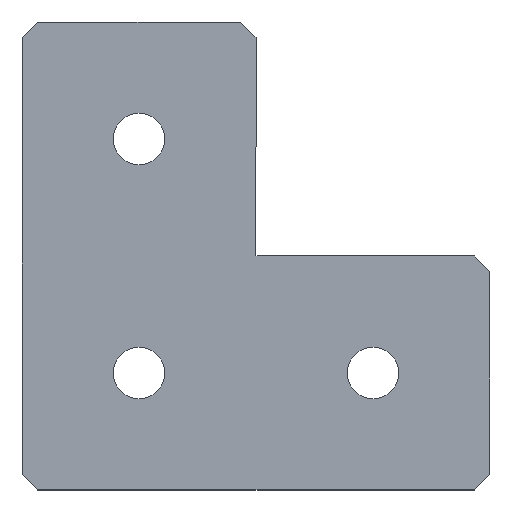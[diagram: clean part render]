
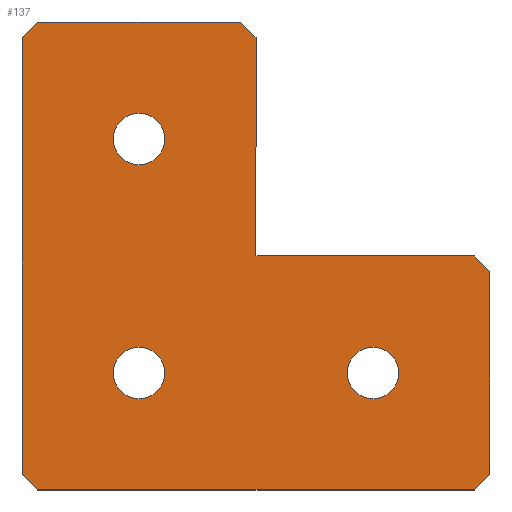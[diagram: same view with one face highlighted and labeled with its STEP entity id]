
A CAD part, top view. The second image highlights one B-rep face of the part: STEP entity #137.
In plain terms, the highlighted planar face has unit normal (0, 0, 1).
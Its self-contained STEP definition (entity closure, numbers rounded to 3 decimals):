
#1 = DIRECTION ( 'NONE',  ( 0., 0., -1. ) ) ;
#6 = DIRECTION ( 'NONE',  ( 0., 0., -1. ) ) ;
#17 = ORIENTED_EDGE ( 'NONE', *, *, #220, .T. ) ;
#19 = VECTOR ( 'NONE', #301, 1000. ) ;
#20 = DIRECTION ( 'NONE',  ( 1., 0., 0. ) ) ;
#24 = DIRECTION ( 'NONE',  ( 0., 0., -1. ) ) ;
#31 = AXIS2_PLACEMENT_3D ( 'NONE', #305, #6, #413 ) ;
#32 = CIRCLE ( 'NONE', #570, 3.3 ) ;
#46 = ORIENTED_EDGE ( 'NONE', *, *, #175, .T. ) ;
#53 = CARTESIAN_POINT ( 'NONE',  ( 60., -30., 0. ) ) ;
#55 = EDGE_CURVE ( 'NONE', #621, #548, #161, .T. ) ;
#56 = DIRECTION ( 'NONE',  ( 0., 0., -1. ) ) ;
#61 = CARTESIAN_POINT ( 'NONE',  ( 45., -48.3, 0. ) ) ;
#63 = EDGE_LOOP ( 'NONE', ( #613, #273 ) ) ;
#69 = CARTESIAN_POINT ( 'NONE',  ( 60., -32., 0. ) ) ;
#70 = LINE ( 'NONE', #360, #19 ) ;
#81 = LINE ( 'NONE', #394, #85 ) ;
#83 = ORIENTED_EDGE ( 'NONE', *, *, #271, .F. ) ;
#85 = VECTOR ( 'NONE', #448, 1000. ) ;
#87 = VECTOR ( 'NONE', #130, 1000. ) ;
#88 = EDGE_CURVE ( 'NONE', #296, #601, #508, .T. ) ;
#93 = DIRECTION ( 'NONE',  ( 0., -1., 0. ) ) ;
#95 = CARTESIAN_POINT ( 'NONE',  ( 45., -41.7, 0. ) ) ;
#97 = VECTOR ( 'NONE', #165, 1000. ) ;
#100 = VECTOR ( 'NONE', #185, 1000. ) ;
#102 = VERTEX_POINT ( 'NONE', #431 ) ;
#109 = CARTESIAN_POINT ( 'NONE',  ( 14., 14., 0. ) ) ;
#112 = CARTESIAN_POINT ( 'NONE',  ( 0., -2., 0. ) ) ;
#114 = EDGE_CURVE ( 'NONE', #363, #226, #272, .T. ) ;
#118 = AXIS2_PLACEMENT_3D ( 'NONE', #140, #645, #328 ) ;
#121 = ORIENTED_EDGE ( 'NONE', *, *, #184, .T. ) ;
#127 = CARTESIAN_POINT ( 'NONE',  ( 1., -1., 0. ) ) ;
#129 = ORIENTED_EDGE ( 'NONE', *, *, #294, .F. ) ;
#130 = DIRECTION ( 'NONE',  ( 0., -1., 0. ) ) ;
#131 = CARTESIAN_POINT ( 'NONE',  ( 0., -58., 0. ) ) ;
#137 = ADVANCED_FACE ( 'NONE', ( #563, #174, #476, #267 ), #264, .T. ) ;
#140 = CARTESIAN_POINT ( 'NONE',  ( 15., -45., 0. ) ) ;
#144 = LINE ( 'NONE', #337, #206 ) ;
#155 = CIRCLE ( 'NONE', #118, 3.3 ) ;
#158 = EDGE_CURVE ( 'NONE', #540, #548, #70, .T. ) ;
#161 = LINE ( 'NONE', #53, #359 ) ;
#165 = DIRECTION ( 'NONE',  ( -1., 0., 0. ) ) ;
#173 = CARTESIAN_POINT ( 'NONE',  ( 58., -30., 0. ) ) ;
#174 = FACE_BOUND ( 'NONE', #232, .T. ) ;
#175 = EDGE_CURVE ( 'NONE', #183, #440, #549, .T. ) ;
#182 = VERTEX_POINT ( 'NONE', #112 ) ;
#183 = VERTEX_POINT ( 'NONE', #61 ) ;
#184 = EDGE_CURVE ( 'NONE', #240, #317, #259, .T. ) ;
#185 = DIRECTION ( 'NONE',  ( 1., 0., 0. ) ) ;
#186 = AXIS2_PLACEMENT_3D ( 'NONE', #611, #574, #20 ) ;
#190 = CARTESIAN_POINT ( 'NONE',  ( 60., -60., 0. ) ) ;
#193 = DIRECTION ( 'NONE',  ( 0., 0., -1. ) ) ;
#195 = CIRCLE ( 'NONE', #560, 3.3 ) ;
#200 = VERTEX_POINT ( 'NONE', #131 ) ;
#203 = EDGE_CURVE ( 'NONE', #595, #265, #155, .T. ) ;
#206 = VECTOR ( 'NONE', #445, 1000. ) ;
#213 = EDGE_LOOP ( 'NONE', ( #588, #477, #83, #499, #572, #17, #633, #553, #260, #129, #357 ) ) ;
#220 = EDGE_CURVE ( 'NONE', #363, #646, #81, .T. ) ;
#226 = VERTEX_POINT ( 'NONE', #640 ) ;
#228 = DIRECTION ( 'NONE',  ( 1., 0., 0. ) ) ;
#232 = EDGE_LOOP ( 'NONE', ( #457, #121 ) ) ;
#237 = CARTESIAN_POINT ( 'NONE',  ( 15., -45., 0. ) ) ;
#240 = VERTEX_POINT ( 'NONE', #398 ) ;
#249 = DIRECTION ( 'NONE',  ( 0., 1., 0. ) ) ;
#252 = DIRECTION ( 'NONE',  ( 0., 1., 0. ) ) ;
#256 = ORIENTED_EDGE ( 'NONE', *, *, #416, .T. ) ;
#259 = CIRCLE ( 'NONE', #638, 3.3 ) ;
#260 = ORIENTED_EDGE ( 'NONE', *, *, #55, .F. ) ;
#261 = LINE ( 'NONE', #127, #361 ) ;
#262 = EDGE_CURVE ( 'NONE', #265, #595, #195, .T. ) ;
#264 = PLANE ( 'NONE',  #186 ) ;
#265 = VERTEX_POINT ( 'NONE', #593 ) ;
#267 = FACE_OUTER_BOUND ( 'NONE', #213, .T. ) ;
#270 = LINE ( 'NONE', #463, #449 ) ;
#271 = EDGE_CURVE ( 'NONE', #200, #182, #144, .T. ) ;
#272 = LINE ( 'NONE', #635, #97 ) ;
#273 = ORIENTED_EDGE ( 'NONE', *, *, #262, .T. ) ;
#294 = EDGE_CURVE ( 'NONE', #296, #621, #340, .T. ) ;
#296 = VERTEX_POINT ( 'NONE', #515 ) ;
#301 = DIRECTION ( 'NONE',  ( -0.707, 0.707, 0. ) ) ;
#305 = CARTESIAN_POINT ( 'NONE',  ( 45., -45., 0. ) ) ;
#317 = VERTEX_POINT ( 'NONE', #550 ) ;
#328 = DIRECTION ( 'NONE',  ( 0., 1., 0. ) ) ;
#336 = CARTESIAN_POINT ( 'NONE',  ( 15., -41.7, 0. ) ) ;
#337 = CARTESIAN_POINT ( 'NONE',  ( 0., 0., 0. ) ) ;
#339 = CARTESIAN_POINT ( 'NONE',  ( 60., -58., 0. ) ) ;
#340 = LINE ( 'NONE', #545, #447 ) ;
#356 = EDGE_CURVE ( 'NONE', #317, #240, #32, .T. ) ;
#357 = ORIENTED_EDGE ( 'NONE', *, *, #88, .T. ) ;
#359 = VECTOR ( 'NONE', #228, 1000. ) ;
#360 = CARTESIAN_POINT ( 'NONE',  ( 14., 14., 0. ) ) ;
#361 = VECTOR ( 'NONE', #422, 1000. ) ;
#363 = VERTEX_POINT ( 'NONE', #653 ) ;
#375 = DIRECTION ( 'NONE',  ( 0.707, -0.707, 0. ) ) ;
#383 = CARTESIAN_POINT ( 'NONE',  ( 30., -30., 0. ) ) ;
#391 = DIRECTION ( 'NONE',  ( 0., 1., 0. ) ) ;
#394 = CARTESIAN_POINT ( 'NONE',  ( 59., -59., 0. ) ) ;
#398 = CARTESIAN_POINT ( 'NONE',  ( 15., -18.3, 0. ) ) ;
#413 = DIRECTION ( 'NONE',  ( 0., 1., 0. ) ) ;
#416 = EDGE_CURVE ( 'NONE', #440, #183, #520, .T. ) ;
#422 = DIRECTION ( 'NONE',  ( -0.707, -0.707, 0. ) ) ;
#423 = CARTESIAN_POINT ( 'NONE',  ( 15., -15., 0. ) ) ;
#431 = CARTESIAN_POINT ( 'NONE',  ( 2., 0., 0. ) ) ;
#437 = LINE ( 'NONE', #190, #87 ) ;
#440 = VERTEX_POINT ( 'NONE', #95 ) ;
#445 = DIRECTION ( 'NONE',  ( 0., 1., 0. ) ) ;
#446 = EDGE_CURVE ( 'NONE', #102, #182, #261, .T. ) ;
#447 = VECTOR ( 'NONE', #93, 1000. ) ;
#448 = DIRECTION ( 'NONE',  ( 0.707, 0.707, 0. ) ) ;
#449 = VECTOR ( 'NONE', #375, 1000. ) ;
#457 = ORIENTED_EDGE ( 'NONE', *, *, #356, .T. ) ;
#463 = CARTESIAN_POINT ( 'NONE',  ( -29., -29., 0. ) ) ;
#471 = DIRECTION ( 'NONE',  ( -0.707, 0.707, 0. ) ) ;
#476 = FACE_BOUND ( 'NONE', #524, .T. ) ;
#477 = ORIENTED_EDGE ( 'NONE', *, *, #446, .T. ) ;
#478 = CARTESIAN_POINT ( 'NONE',  ( 28., 0., 0. ) ) ;
#499 = ORIENTED_EDGE ( 'NONE', *, *, #544, .T. ) ;
#503 = CARTESIAN_POINT ( 'NONE',  ( 15., -15., 0. ) ) ;
#508 = LINE ( 'NONE', #109, #616 ) ;
#511 = CARTESIAN_POINT ( 'NONE',  ( 45., -45., 0. ) ) ;
#515 = CARTESIAN_POINT ( 'NONE',  ( 30., -2., 0. ) ) ;
#520 = CIRCLE ( 'NONE', #561, 3.3 ) ;
#524 = EDGE_LOOP ( 'NONE', ( #256, #46 ) ) ;
#540 = VERTEX_POINT ( 'NONE', #69 ) ;
#544 = EDGE_CURVE ( 'NONE', #200, #226, #270, .T. ) ;
#545 = CARTESIAN_POINT ( 'NONE',  ( 30., -30., 0. ) ) ;
#548 = VERTEX_POINT ( 'NONE', #173 ) ;
#549 = CIRCLE ( 'NONE', #31, 3.3 ) ;
#550 = CARTESIAN_POINT ( 'NONE',  ( 15., -11.7, 0. ) ) ;
#553 = ORIENTED_EDGE ( 'NONE', *, *, #158, .T. ) ;
#560 = AXIS2_PLACEMENT_3D ( 'NONE', #237, #193, #391 ) ;
#561 = AXIS2_PLACEMENT_3D ( 'NONE', #511, #56, #252 ) ;
#563 = FACE_BOUND ( 'NONE', #63, .T. ) ;
#570 = AXIS2_PLACEMENT_3D ( 'NONE', #503, #1, #249 ) ;
#572 = ORIENTED_EDGE ( 'NONE', *, *, #114, .F. ) ;
#574 = DIRECTION ( 'NONE',  ( 0., 0., 1. ) ) ;
#588 = ORIENTED_EDGE ( 'NONE', *, *, #602, .F. ) ;
#593 = CARTESIAN_POINT ( 'NONE',  ( 15., -48.3, 0. ) ) ;
#595 = VERTEX_POINT ( 'NONE', #336 ) ;
#597 = LINE ( 'NONE', #637, #100 ) ;
#601 = VERTEX_POINT ( 'NONE', #478 ) ;
#602 = EDGE_CURVE ( 'NONE', #102, #601, #597, .T. ) ;
#611 = CARTESIAN_POINT ( 'NONE',  ( 0., 0., 0. ) ) ;
#613 = ORIENTED_EDGE ( 'NONE', *, *, #203, .T. ) ;
#616 = VECTOR ( 'NONE', #471, 1000. ) ;
#621 = VERTEX_POINT ( 'NONE', #383 ) ;
#627 = DIRECTION ( 'NONE',  ( 0., 1., 0. ) ) ;
#633 = ORIENTED_EDGE ( 'NONE', *, *, #644, .F. ) ;
#635 = CARTESIAN_POINT ( 'NONE',  ( 0., -60., 0. ) ) ;
#637 = CARTESIAN_POINT ( 'NONE',  ( 30., 0., 0. ) ) ;
#638 = AXIS2_PLACEMENT_3D ( 'NONE', #423, #24, #627 ) ;
#640 = CARTESIAN_POINT ( 'NONE',  ( 2., -60., 0. ) ) ;
#644 = EDGE_CURVE ( 'NONE', #540, #646, #437, .T. ) ;
#645 = DIRECTION ( 'NONE',  ( 0., 0., -1. ) ) ;
#646 = VERTEX_POINT ( 'NONE', #339 ) ;
#653 = CARTESIAN_POINT ( 'NONE',  ( 58., -60., 0. ) ) ;
